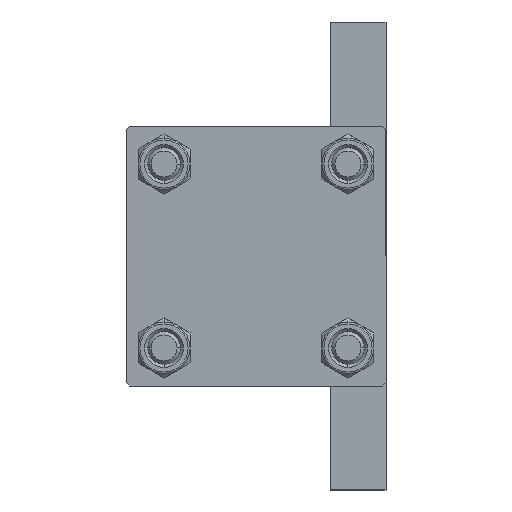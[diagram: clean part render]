
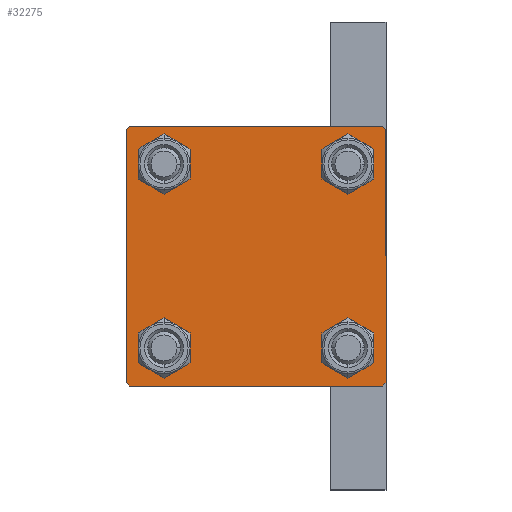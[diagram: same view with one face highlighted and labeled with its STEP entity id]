
A CAD part, left-side view. The second image highlights one B-rep face of the part: STEP entity #32275.
In plain terms, the highlighted planar face has unit normal (-1, 0, 0).
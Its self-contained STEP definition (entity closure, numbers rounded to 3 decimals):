
#145 = CARTESIAN_POINT ( 'NONE',  ( 0., -14.15, -11.15 ) ) ;
#348 = ORIENTED_EDGE ( 'NONE', *, *, #28088, .T. ) ;
#865 = CARTESIAN_POINT ( 'NONE',  ( 0., 14.15, 14.15 ) ) ;
#994 = AXIS2_PLACEMENT_3D ( 'NONE', #29334, #3739, #29802 ) ;
#1012 = DIRECTION ( 'NONE',  ( 0., 0., 1. ) ) ;
#1429 = VERTEX_POINT ( 'NONE', #29638 ) ;
#1502 = CIRCLE ( 'NONE', #10072, 3. ) ;
#1747 = EDGE_CURVE ( 'NONE', #24105, #31594, #25101, .T. ) ;
#1785 = CARTESIAN_POINT ( 'NONE',  ( 0., -19.5, -20. ) ) ;
#2403 = DIRECTION ( 'NONE',  ( 0., 0.707, 0.707 ) ) ;
#2637 = FACE_BOUND ( 'NONE', #10492, .T. ) ;
#2683 = CARTESIAN_POINT ( 'NONE',  ( 0., 20., 20. ) ) ;
#2987 = CARTESIAN_POINT ( 'NONE',  ( 0., -14.15, 14.15 ) ) ;
#3387 = AXIS2_PLACEMENT_3D ( 'NONE', #25431, #14230, #3487 ) ;
#3487 = DIRECTION ( 'NONE',  ( 0., 0., 1. ) ) ;
#3739 = DIRECTION ( 'NONE',  ( 1., 0., 0. ) ) ;
#3767 = ORIENTED_EDGE ( 'NONE', *, *, #30279, .T. ) ;
#4322 = EDGE_CURVE ( 'NONE', #6832, #31594, #43785, .T. ) ;
#5454 = ORIENTED_EDGE ( 'NONE', *, *, #22137, .F. ) ;
#6396 = DIRECTION ( 'NONE',  ( 0., 0., 1. ) ) ;
#6496 = EDGE_CURVE ( 'NONE', #24105, #26566, #40908, .T. ) ;
#6559 = FACE_OUTER_BOUND ( 'NONE', #24997, .T. ) ;
#6832 = VERTEX_POINT ( 'NONE', #34780 ) ;
#6962 = VECTOR ( 'NONE', #18411, 1000. ) ;
#7006 = DIRECTION ( 'NONE',  ( 0., 0., -1. ) ) ;
#7306 = CARTESIAN_POINT ( 'NONE',  ( 0., 19.5, 20. ) ) ;
#7350 = ORIENTED_EDGE ( 'NONE', *, *, #48078, .T. ) ;
#7869 = ORIENTED_EDGE ( 'NONE', *, *, #12025, .T. ) ;
#8313 = VECTOR ( 'NONE', #2403, 1000. ) ;
#8495 = EDGE_CURVE ( 'NONE', #22572, #17179, #28003, .T. ) ;
#8886 = ORIENTED_EDGE ( 'NONE', *, *, #4322, .T. ) ;
#8892 = CIRCLE ( 'NONE', #29135, 3. ) ;
#9170 = CIRCLE ( 'NONE', #43381, 3. ) ;
#9358 = ORIENTED_EDGE ( 'NONE', *, *, #6496, .T. ) ;
#9407 = VERTEX_POINT ( 'NONE', #18240 ) ;
#9847 = EDGE_CURVE ( 'NONE', #25650, #19626, #20969, .T. ) ;
#10072 = AXIS2_PLACEMENT_3D ( 'NONE', #47853, #41494, #14527 ) ;
#10153 = VECTOR ( 'NONE', #21645, 1000. ) ;
#10492 = EDGE_LOOP ( 'NONE', ( #12358, #18422 ) ) ;
#10522 = DIRECTION ( 'NONE',  ( 0., 0., 1. ) ) ;
#10666 = CARTESIAN_POINT ( 'NONE',  ( 0., -20., 20. ) ) ;
#11098 = DIRECTION ( 'NONE',  ( 1., 0., 0. ) ) ;
#11581 = VECTOR ( 'NONE', #20438, 1000. ) ;
#11599 = CARTESIAN_POINT ( 'NONE',  ( 0., -14.15, 11.15 ) ) ;
#12025 = EDGE_CURVE ( 'NONE', #19626, #25650, #19464, .T. ) ;
#12358 = ORIENTED_EDGE ( 'NONE', *, *, #28542, .T. ) ;
#12359 = EDGE_CURVE ( 'NONE', #27186, #9407, #25549, .T. ) ;
#12546 = DIRECTION ( 'NONE',  ( 1., 0., 0. ) ) ;
#12796 = EDGE_CURVE ( 'NONE', #19734, #27787, #1502, .T. ) ;
#12948 = CARTESIAN_POINT ( 'NONE',  ( 0., -20., -19.5 ) ) ;
#13215 = CARTESIAN_POINT ( 'NONE',  ( 0., 20., 19.5 ) ) ;
#13379 = CARTESIAN_POINT ( 'NONE',  ( 0., -19.75, 19.75 ) ) ;
#13733 = ORIENTED_EDGE ( 'NONE', *, *, #28324, .T. ) ;
#13795 = VECTOR ( 'NONE', #7006, 1000. ) ;
#14089 = CARTESIAN_POINT ( 'NONE',  ( 0., 0., 0. ) ) ;
#14201 = EDGE_LOOP ( 'NONE', ( #348, #3767 ) ) ;
#14230 = DIRECTION ( 'NONE',  ( 1., 0., 0. ) ) ;
#14329 = DIRECTION ( 'NONE',  ( -1., 0., 0. ) ) ;
#14479 = ORIENTED_EDGE ( 'NONE', *, *, #9847, .T. ) ;
#14527 = DIRECTION ( 'NONE',  ( 0., 0., 1. ) ) ;
#15163 = CARTESIAN_POINT ( 'NONE',  ( 0., 14.15, 17.15 ) ) ;
#15589 = DIRECTION ( 'NONE',  ( 0., 0., -1. ) ) ;
#15789 = CIRCLE ( 'NONE', #994, 3. ) ;
#16410 = CARTESIAN_POINT ( 'NONE',  ( 0., -19.5, 20. ) ) ;
#17179 = VERTEX_POINT ( 'NONE', #12948 ) ;
#17507 = FACE_BOUND ( 'NONE', #20607, .T. ) ;
#18240 = CARTESIAN_POINT ( 'NONE',  ( 0., 19.5, -20. ) ) ;
#18411 = DIRECTION ( 'NONE',  ( 0., -1., 0. ) ) ;
#18422 = ORIENTED_EDGE ( 'NONE', *, *, #34055, .T. ) ;
#18749 = VERTEX_POINT ( 'NONE', #145 ) ;
#19464 = CIRCLE ( 'NONE', #42003, 3. ) ;
#19626 = VERTEX_POINT ( 'NONE', #40799 ) ;
#19734 = VERTEX_POINT ( 'NONE', #11599 ) ;
#20438 = DIRECTION ( 'NONE',  ( 0., -0.707, 0.707 ) ) ;
#20538 = AXIS2_PLACEMENT_3D ( 'NONE', #14089, #14329, #25297 ) ;
#20607 = EDGE_LOOP ( 'NONE', ( #7350, #36257 ) ) ;
#20969 = CIRCLE ( 'NONE', #32617, 3. ) ;
#21225 = DIRECTION ( 'NONE',  ( 1., 0., 0. ) ) ;
#21392 = FACE_BOUND ( 'NONE', #14201, .T. ) ;
#21645 = DIRECTION ( 'NONE',  ( 0., -0.707, -0.707 ) ) ;
#22137 = EDGE_CURVE ( 'NONE', #6832, #17179, #28930, .T. ) ;
#22572 = VERTEX_POINT ( 'NONE', #1785 ) ;
#23143 = LINE ( 'NONE', #34343, #34776 ) ;
#23200 = ORIENTED_EDGE ( 'NONE', *, *, #26717, .T. ) ;
#23414 = CARTESIAN_POINT ( 'NONE',  ( 0., -14.15, -14.15 ) ) ;
#24105 = VERTEX_POINT ( 'NONE', #7306 ) ;
#24997 = EDGE_LOOP ( 'NONE', ( #23200, #46091, #13733, #32400, #5454, #8886, #44232, #9358 ) ) ;
#25101 = LINE ( 'NONE', #2683, #26142 ) ;
#25297 = DIRECTION ( 'NONE',  ( 0., 0., 1. ) ) ;
#25399 = DIRECTION ( 'NONE',  ( 1., 0., 0. ) ) ;
#25431 = CARTESIAN_POINT ( 'NONE',  ( 0., -14.15, -14.15 ) ) ;
#25549 = LINE ( 'NONE', #47906, #10153 ) ;
#25650 = VERTEX_POINT ( 'NONE', #15163 ) ;
#26142 = VECTOR ( 'NONE', #32637, 1000. ) ;
#26566 = VERTEX_POINT ( 'NONE', #13215 ) ;
#26606 = CIRCLE ( 'NONE', #39857, 3. ) ;
#26717 = EDGE_CURVE ( 'NONE', #26566, #27186, #23143, .T. ) ;
#27049 = VECTOR ( 'NONE', #37751, 1000. ) ;
#27186 = VERTEX_POINT ( 'NONE', #35743 ) ;
#27512 = CARTESIAN_POINT ( 'NONE',  ( 0., -19.75, -19.75 ) ) ;
#27787 = VERTEX_POINT ( 'NONE', #28029 ) ;
#28003 = LINE ( 'NONE', #27512, #11581 ) ;
#28029 = CARTESIAN_POINT ( 'NONE',  ( 0., -14.15, 17.15 ) ) ;
#28088 = EDGE_CURVE ( 'NONE', #45228, #32142, #9170, .T. ) ;
#28324 = EDGE_CURVE ( 'NONE', #9407, #22572, #44209, .T. ) ;
#28542 = EDGE_CURVE ( 'NONE', #18749, #1429, #30602, .T. ) ;
#28930 = LINE ( 'NONE', #10666, #13795 ) ;
#29135 = AXIS2_PLACEMENT_3D ( 'NONE', #23414, #11098, #1012 ) ;
#29334 = CARTESIAN_POINT ( 'NONE',  ( 0., 14.15, -14.15 ) ) ;
#29638 = CARTESIAN_POINT ( 'NONE',  ( 0., -14.15, -17.15 ) ) ;
#29802 = DIRECTION ( 'NONE',  ( 0., 0., 1. ) ) ;
#30279 = EDGE_CURVE ( 'NONE', #32142, #45228, #15789, .T. ) ;
#30602 = CIRCLE ( 'NONE', #3387, 3. ) ;
#31594 = VERTEX_POINT ( 'NONE', #16410 ) ;
#31623 = CARTESIAN_POINT ( 'NONE',  ( 0., 14.15, -17.15 ) ) ;
#32110 = PLANE ( 'NONE',  #20538 ) ;
#32142 = VERTEX_POINT ( 'NONE', #31623 ) ;
#32275 = ADVANCED_FACE ( 'NONE', ( #17507, #2637, #21392, #47420, #6559 ), #32110, .T. ) ;
#32400 = ORIENTED_EDGE ( 'NONE', *, *, #8495, .T. ) ;
#32617 = AXIS2_PLACEMENT_3D ( 'NONE', #865, #12546, #6396 ) ;
#32637 = DIRECTION ( 'NONE',  ( 0., -1., 0. ) ) ;
#34055 = EDGE_CURVE ( 'NONE', #1429, #18749, #8892, .T. ) ;
#34343 = CARTESIAN_POINT ( 'NONE',  ( 0., 20., 20. ) ) ;
#34776 = VECTOR ( 'NONE', #15589, 1000. ) ;
#34780 = CARTESIAN_POINT ( 'NONE',  ( 0., -20., 19.5 ) ) ;
#35743 = CARTESIAN_POINT ( 'NONE',  ( 0., 20., -19.5 ) ) ;
#36257 = ORIENTED_EDGE ( 'NONE', *, *, #12796, .T. ) ;
#36729 = DIRECTION ( 'NONE',  ( 1., 0., 0. ) ) ;
#36917 = CARTESIAN_POINT ( 'NONE',  ( 0., 20., -20. ) ) ;
#37439 = CARTESIAN_POINT ( 'NONE',  ( 0., 14.15, -14.15 ) ) ;
#37751 = DIRECTION ( 'NONE',  ( 0., 0.707, -0.707 ) ) ;
#39857 = AXIS2_PLACEMENT_3D ( 'NONE', #2987, #25399, #40228 ) ;
#40228 = DIRECTION ( 'NONE',  ( 0., 0., 1. ) ) ;
#40448 = CARTESIAN_POINT ( 'NONE',  ( 0., 19.75, 19.75 ) ) ;
#40799 = CARTESIAN_POINT ( 'NONE',  ( 0., 14.15, 11.15 ) ) ;
#40908 = LINE ( 'NONE', #40448, #27049 ) ;
#41494 = DIRECTION ( 'NONE',  ( 1., 0., 0. ) ) ;
#42003 = AXIS2_PLACEMENT_3D ( 'NONE', #44326, #21225, #10522 ) ;
#43137 = CARTESIAN_POINT ( 'NONE',  ( 0., 14.15, -11.15 ) ) ;
#43381 = AXIS2_PLACEMENT_3D ( 'NONE', #37439, #36729, #43789 ) ;
#43785 = LINE ( 'NONE', #13379, #8313 ) ;
#43789 = DIRECTION ( 'NONE',  ( 0., 0., 1. ) ) ;
#44209 = LINE ( 'NONE', #36917, #6962 ) ;
#44232 = ORIENTED_EDGE ( 'NONE', *, *, #1747, .F. ) ;
#44326 = CARTESIAN_POINT ( 'NONE',  ( 0., 14.15, 14.15 ) ) ;
#45136 = EDGE_LOOP ( 'NONE', ( #14479, #7869 ) ) ;
#45228 = VERTEX_POINT ( 'NONE', #43137 ) ;
#46091 = ORIENTED_EDGE ( 'NONE', *, *, #12359, .T. ) ;
#47420 = FACE_BOUND ( 'NONE', #45136, .T. ) ;
#47853 = CARTESIAN_POINT ( 'NONE',  ( 0., -14.15, 14.15 ) ) ;
#47906 = CARTESIAN_POINT ( 'NONE',  ( 0., 19.75, -19.75 ) ) ;
#48078 = EDGE_CURVE ( 'NONE', #27787, #19734, #26606, .T. ) ;
